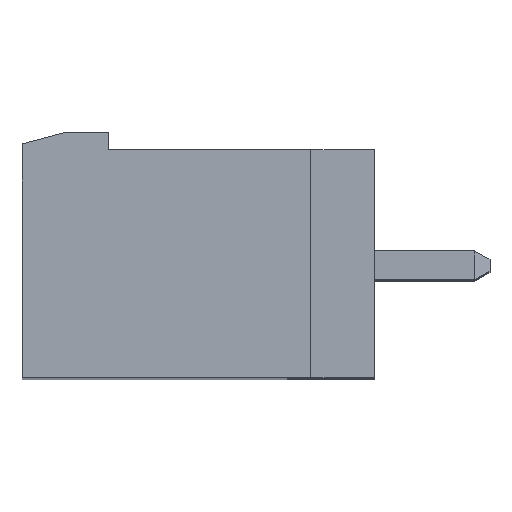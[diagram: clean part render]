
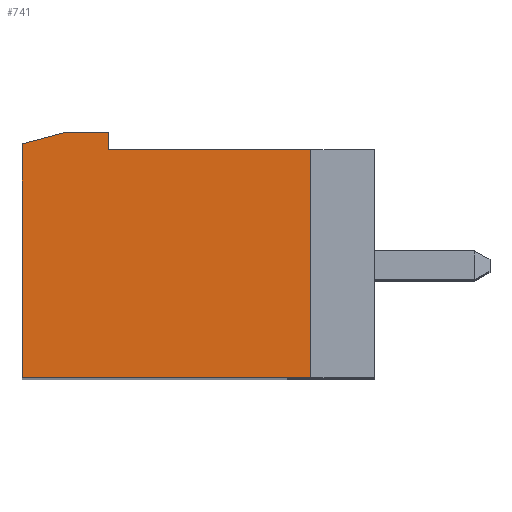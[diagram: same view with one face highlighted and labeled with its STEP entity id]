
A CAD part, top view. The second image highlights one B-rep face of the part: STEP entity #741.
In plain terms, the highlighted planar face has unit normal (0, 0, 1).
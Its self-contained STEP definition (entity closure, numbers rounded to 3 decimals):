
#741 = ADVANCED_FACE( '', ( #1559 ), #1560, .F. );
#1559 = FACE_OUTER_BOUND( '', #2437, .T. );
#1560 = PLANE( '', #2438 );
#2437 = EDGE_LOOP( '', ( #4592, #4593, #4594, #4595, #4596, #4597, #4598 ) );
#2438 = AXIS2_PLACEMENT_3D( '', #4599, #4600, #4601 );
#4592 = ORIENTED_EDGE( '', *, *, #5237, .F. );
#4593 = ORIENTED_EDGE( '', *, *, #5647, .F. );
#4594 = ORIENTED_EDGE( '', *, *, #6034, .F. );
#4595 = ORIENTED_EDGE( '', *, *, #5429, .F. );
#4596 = ORIENTED_EDGE( '', *, *, #5504, .F. );
#4597 = ORIENTED_EDGE( '', *, *, #5699, .F. );
#4598 = ORIENTED_EDGE( '', *, *, #5949, .F. );
#4599 = CARTESIAN_POINT( '', ( 197.225, 204.81, 61.76 ) );
#4600 = DIRECTION( '', ( 0., 0., -1. ) );
#4601 = DIRECTION( '', ( 0., -1., 0. ) );
#5237 = EDGE_CURVE( '', #6284, #6279, #6286, .T. );
#5429 = EDGE_CURVE( '', #6608, #6610, #6611, .T. );
#5504 = EDGE_CURVE( '', #6739, #6608, #6741, .T. );
#5647 = EDGE_CURVE( '', #6951, #6284, #6953, .T. );
#5699 = EDGE_CURVE( '', #7031, #6739, #7033, .T. );
#5949 = EDGE_CURVE( '', #6279, #7031, #7362, .T. );
#6034 = EDGE_CURVE( '', #6610, #6951, #7456, .T. );
#6279 = VERTEX_POINT( '', #7769 );
#6284 = VERTEX_POINT( '', #7776 );
#6286 = LINE( '', #7779, #7780 );
#6608 = VERTEX_POINT( '', #8254 );
#6610 = VERTEX_POINT( '', #8257 );
#6611 = LINE( '', #8258, #8259 );
#6739 = VERTEX_POINT( '', #8453 );
#6741 = LINE( '', #8456, #8457 );
#6951 = VERTEX_POINT( '', #8773 );
#6953 = LINE( '', #8776, #8777 );
#7031 = VERTEX_POINT( '', #8889 );
#7033 = LINE( '', #8892, #8893 );
#7362 = LINE( '', #9397, #9398 );
#7456 = LINE( '', #9536, #9537 );
#7769 = CARTESIAN_POINT( '', ( 197.225, 204.11, 61.76 ) );
#7776 = CARTESIAN_POINT( '', ( 197.225, 204.71, 61.76 ) );
#7779 = CARTESIAN_POINT( '', ( 197.225, 204.31, 61.76 ) );
#7780 = VECTOR( '', #9739, 1000. );
#8254 = CARTESIAN_POINT( '', ( 194.225, 196.21, 61.76 ) );
#8257 = CARTESIAN_POINT( '', ( 194.225, 204.31, 61.76 ) );
#8258 = CARTESIAN_POINT( '', ( 194.225, 204.41, 61.76 ) );
#8259 = VECTOR( '', #9914, 1000. );
#8453 = CARTESIAN_POINT( '', ( 204.225, 196.21, 61.76 ) );
#8456 = CARTESIAN_POINT( '', ( 194.225, 196.21, 61.76 ) );
#8457 = VECTOR( '', #9985, 1000. );
#8773 = CARTESIAN_POINT( '', ( 195.718, 204.71, 61.76 ) );
#8776 = CARTESIAN_POINT( '', ( 197.225, 204.71, 61.76 ) );
#8777 = VECTOR( '', #10099, 1000. );
#8889 = CARTESIAN_POINT( '', ( 204.225, 204.11, 61.76 ) );
#8892 = CARTESIAN_POINT( '', ( 204.225, 196.21, 61.76 ) );
#8893 = VECTOR( '', #10153, 1000. );
#9397 = CARTESIAN_POINT( '', ( 204.025, 204.11, 61.76 ) );
#9398 = VECTOR( '', #10344, 1000. );
#9536 = CARTESIAN_POINT( '', ( 195.718, 204.71, 61.76 ) );
#9537 = VECTOR( '', #10386, 1000. );
#9739 = DIRECTION( '', ( 0., -1., 0. ) );
#9914 = DIRECTION( '', ( 0., 1., 0. ) );
#9985 = DIRECTION( '', ( -1., 0., 0. ) );
#10099 = DIRECTION( '', ( 1., 0., 0. ) );
#10153 = DIRECTION( '', ( 0., -1., 0. ) );
#10344 = DIRECTION( '', ( 1., 0., 0. ) );
#10386 = DIRECTION( '', ( 0.966, 0.259, 0. ) );
